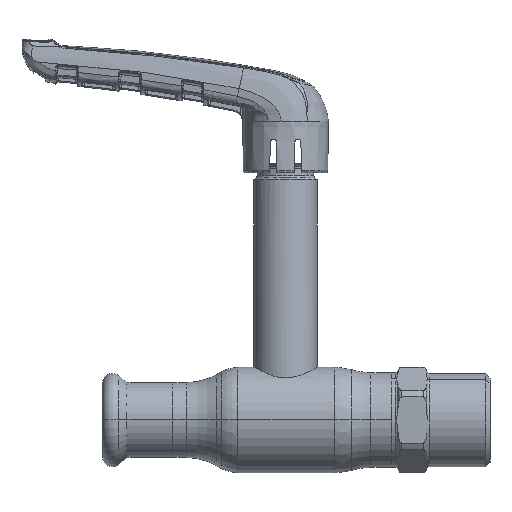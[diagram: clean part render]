
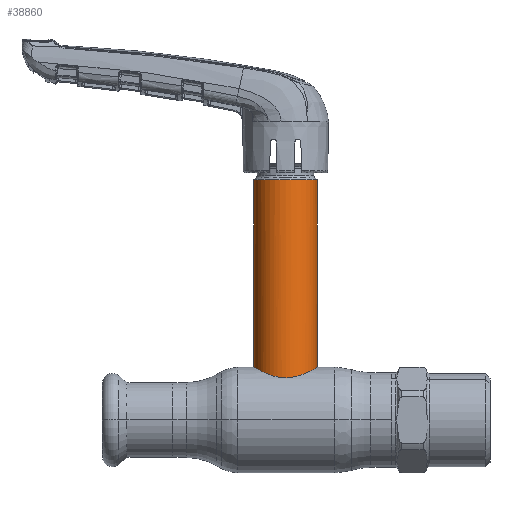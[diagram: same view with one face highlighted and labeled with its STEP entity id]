
A CAD part, top view. The second image highlights one B-rep face of the part: STEP entity #38860.
In plain terms, the highlighted cylindrical face has radius 9 mm (diameter 18 mm), a partial arc.
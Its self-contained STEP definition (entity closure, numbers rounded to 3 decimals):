
#979 = CARTESIAN_POINT ( 'NONE',  ( 3.223, 12.423, 8.408 ) ) ;
#1090 = FACE_OUTER_BOUND ( 'NONE', #68723, .T. ) ;
#1281 = ORIENTED_EDGE ( 'NONE', *, *, #33244, .T. ) ;
#1432 = CARTESIAN_POINT ( 'NONE',  ( 7.296, 14.043, 5.277 ) ) ;
#3156 = CARTESIAN_POINT ( 'NONE',  ( 9., 15., 0. ) ) ;
#3263 = DIRECTION ( 'NONE',  ( 0., -1., 0. ) ) ;
#6381 = CARTESIAN_POINT ( 'NONE',  ( -7.781, 14.299, 4.56 ) ) ;
#6622 = CARTESIAN_POINT ( 'NONE',  ( -9., 0., 0. ) ) ;
#6626 = CARTESIAN_POINT ( 'NONE',  ( 4.539, 12.827, 7.777 ) ) ;
#6865 = CARTESIAN_POINT ( 'NONE',  ( 8.878, 14.927, 1.506 ) ) ;
#9108 = VECTOR ( 'NONE', #3263, 1000. ) ;
#9176 = AXIS2_PLACEMENT_3D ( 'NONE', #21411, #64917, #43235 ) ;
#10420 = CARTESIAN_POINT ( 'NONE',  ( -8.06, 14.454, 4.048 ) ) ;
#11842 = CARTESIAN_POINT ( 'NONE',  ( 2.378, 12.23, 8.685 ) ) ;
#12078 = CARTESIAN_POINT ( 'NONE',  ( 4.789, 12.918, 7.626 ) ) ;
#12293 = CARTESIAN_POINT ( 'NONE',  ( -6.15, 13.483, 6.577 ) ) ;
#13275 = VERTEX_POINT ( 'NONE', #59332 ) ;
#17097 = CARTESIAN_POINT ( 'NONE',  ( -5.937, 13.387, 6.77 ) ) ;
#17324 = CARTESIAN_POINT ( 'NONE',  ( -0.613, 12.012, 8.984 ) ) ;
#17556 = CARTESIAN_POINT ( 'NONE',  ( -1.509, 12.091, 8.878 ) ) ;
#17792 = CARTESIAN_POINT ( 'NONE',  ( -4.543, 12.824, 7.791 ) ) ;
#18989 = EDGE_CURVE ( 'NONE', #13275, #57807, #37865, .T. ) ;
#20051 = ORIENTED_EDGE ( 'NONE', *, *, #47504, .T. ) ;
#20398 = DIRECTION ( 'NONE',  ( -1., 0., 0. ) ) ;
#21411 = CARTESIAN_POINT ( 'NONE',  ( 0., 68.119, 0. ) ) ;
#21804 = CARTESIAN_POINT ( 'NONE',  ( -8.938, 14.963, 1.209 ) ) ;
#22288 = CARTESIAN_POINT ( 'NONE',  ( -2.963, 12.35, 8.518 ) ) ;
#22765 = CARTESIAN_POINT ( 'NONE',  ( -6.758, 13.768, 5.971 ) ) ;
#23003 = CARTESIAN_POINT ( 'NONE',  ( 8.059, 14.454, 4.05 ) ) ;
#23217 = CARTESIAN_POINT ( 'NONE',  ( -5.492, 13.196, 7.136 ) ) ;
#25924 = ORIENTED_EDGE ( 'NONE', *, *, #53349, .T. ) ;
#27023 = CARTESIAN_POINT ( 'NONE',  ( -9., 15., 0. ) ) ;
#27743 = CARTESIAN_POINT ( 'NONE',  ( 5.948, 13.389, 6.778 ) ) ;
#28222 = DIRECTION ( 'NONE',  ( 0., -1., 0. ) ) ;
#28225 = CARTESIAN_POINT ( 'NONE',  ( 1.205, 12.046, 8.939 ) ) ;
#28433 = CARTESIAN_POINT ( 'NONE',  ( 7.781, 14.299, 4.56 ) ) ;
#31034 = CARTESIAN_POINT ( 'NONE',  ( 0., 0., 0. ) ) ;
#31987 = CARTESIAN_POINT ( 'NONE',  ( -8.519, 14.715, 2.961 ) ) ;
#32676 = CARTESIAN_POINT ( 'NONE',  ( -8.7, 14.821, 2.382 ) ) ;
#33244 = EDGE_CURVE ( 'NONE', #53956, #57807, #49793, .T. ) ;
#33887 = CARTESIAN_POINT ( 'NONE',  ( 4.026, 12.655, 8.055 ) ) ;
#34119 = CYLINDRICAL_SURFACE ( 'NONE', #56152, 9. ) ;
#35707 = CARTESIAN_POINT ( 'NONE',  ( 9., 0., 0. ) ) ;
#36512 = DIRECTION ( 'NONE',  ( 0., -1., 0. ) ) ;
#37865 = LINE ( 'NONE', #35707, #9108 ) ;
#37931 = CARTESIAN_POINT ( 'NONE',  ( -9., 15., 0.611 ) ) ;
#38657 = CARTESIAN_POINT ( 'NONE',  ( -0.308, 12., 9. ) ) ;
#38860 = ADVANCED_FACE ( 'NONE', ( #1090 ), #34119, .T. ) ;
#39149 = CARTESIAN_POINT ( 'NONE',  ( -1.213, 12.057, 8.923 ) ) ;
#39354 = CARTESIAN_POINT ( 'NONE',  ( 8.759, 14.857, 2.09 ) ) ;
#39924 = CARTESIAN_POINT ( 'NONE',  ( -9., 15., 0. ) ) ;
#40656 = ORIENTED_EDGE ( 'NONE', *, *, #18989, .F. ) ;
#43235 = DIRECTION ( 'NONE',  ( -1., 0., 0. ) ) ;
#44351 = CARTESIAN_POINT ( 'NONE',  ( 0.606, 12., 9. ) ) ;
#44562 = CARTESIAN_POINT ( 'NONE',  ( 9., 15., 0. ) ) ;
#44801 = CARTESIAN_POINT ( 'NONE',  ( 8.923, 14.954, 1.21 ) ) ;
#45034 = CARTESIAN_POINT ( 'NONE',  ( 2.086, 12.176, 8.76 ) ) ;
#45438 = CIRCLE ( 'NONE', #9176, 9. ) ;
#47504 = EDGE_CURVE ( 'NONE', #13275, #49025, #45438, .T. ) ;
#49025 = VERTEX_POINT ( 'NONE', #62467 ) ;
#49535 = CARTESIAN_POINT ( 'NONE',  ( -4.037, 12.65, 8.065 ) ) ;
#49768 = CARTESIAN_POINT ( 'NONE',  ( 3.763, 12.574, 8.181 ) ) ;
#49793 = B_SPLINE_CURVE_WITH_KNOTS ( 'NONE', 3,
 ( #27023, #37931, #21804, #32676, #31987, #10420, #6381, #66271, #22765, #12293, #17097, #23217, #50240, #17792, #49535, #22288, #55623, #17556, #39149, #17324, #38657, #44351, #28225, #45034, #11842, #55396, #979, #49768, #33887, #6626, #12078, #65565, #27743, #66050, #54955, #61114, #1432, #28433, #23003, #60877, #66488, #50451, #39354, #6865, #44801, #55177, #60162, #44562 ),
 .UNSPECIFIED., .F., .F.,
 ( 4, 2, 2, 2, 2, 2, 2, 2, 2, 2, 2, 2, 2, 2, 2, 2, 2, 2, 2, 2, 2, 2, 2, 4 ),
 ( 0., 0.002, 0.004, 0.005, 0.007, 0.008, 0.009, 0.011, 0.013, 0.014, 0.014, 0.016, 0.017, 0.018, 0.019, 0.02, 0.022, 0.023, 0.023, 0.025, 0.026, 0.027, 0.028, 0.029 ),
 .UNSPECIFIED. ) ;
#50240 = CARTESIAN_POINT ( 'NONE',  ( -5.259, 13.1, 7.309 ) ) ;
#50451 = CARTESIAN_POINT ( 'NONE',  ( 8.685, 14.813, 2.378 ) ) ;
#53349 = EDGE_CURVE ( 'NONE', #49025, #53956, #62233, .T. ) ;
#53713 = VECTOR ( 'NONE', #28222, 1000. ) ;
#53956 = VERTEX_POINT ( 'NONE', #39924 ) ;
#54955 = CARTESIAN_POINT ( 'NONE',  ( 6.756, 13.77, 5.953 ) ) ;
#55177 = CARTESIAN_POINT ( 'NONE',  ( 8.984, 14.991, 0.611 ) ) ;
#55396 = CARTESIAN_POINT ( 'NONE',  ( 2.947, 12.353, 8.509 ) ) ;
#55623 = CARTESIAN_POINT ( 'NONE',  ( -2.387, 12.221, 8.698 ) ) ;
#56152 = AXIS2_PLACEMENT_3D ( 'NONE', #31034, #36512, #20398 ) ;
#57807 = VERTEX_POINT ( 'NONE', #3156 ) ;
#59332 = CARTESIAN_POINT ( 'NONE',  ( 9., 68.119, 0. ) ) ;
#60162 = CARTESIAN_POINT ( 'NONE',  ( 9., 15., 0.305 ) ) ;
#60877 = CARTESIAN_POINT ( 'NONE',  ( 8.406, 14.651, 3.229 ) ) ;
#61114 = CARTESIAN_POINT ( 'NONE',  ( 7.124, 13.954, 5.508 ) ) ;
#62233 = LINE ( 'NONE', #6622, #53713 ) ;
#62467 = CARTESIAN_POINT ( 'NONE',  ( -9., 68.119, 0. ) ) ;
#64917 = DIRECTION ( 'NONE',  ( 0., -1., 0. ) ) ;
#65565 = CARTESIAN_POINT ( 'NONE',  ( 5.507, 13.196, 7.142 ) ) ;
#66050 = CARTESIAN_POINT ( 'NONE',  ( 6.56, 13.675, 6.169 ) ) ;
#66271 = CARTESIAN_POINT ( 'NONE',  ( -7.126, 13.954, 5.528 ) ) ;
#66488 = CARTESIAN_POINT ( 'NONE',  ( 8.509, 14.711, 2.947 ) ) ;
#68723 = EDGE_LOOP ( 'NONE', ( #40656, #20051, #25924, #1281 ) ) ;
